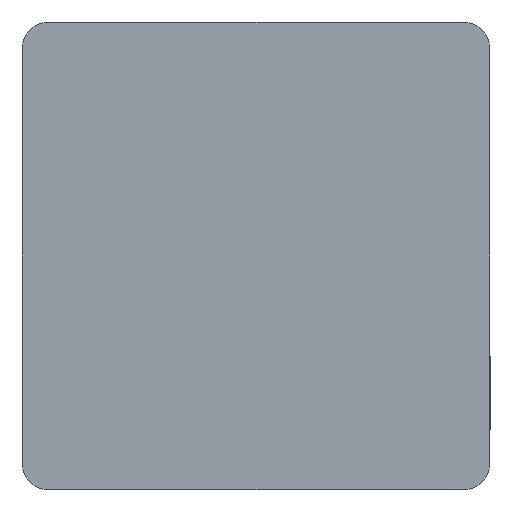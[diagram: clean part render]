
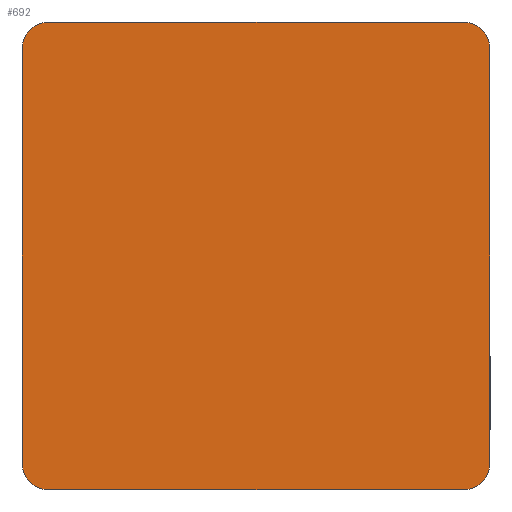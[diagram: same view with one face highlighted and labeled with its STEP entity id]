
A CAD part, front view. The second image highlights one B-rep face of the part: STEP entity #692.
In plain terms, the highlighted planar face has unit normal (0, -1, 0).
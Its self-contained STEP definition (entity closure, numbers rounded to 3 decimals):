
#37=PLANE('',#754);
#69=FACE_OUTER_BOUND('',#104,.T.);
#104=EDGE_LOOP('',(#588,#589,#590,#591,#592,#593,#594,#595));
#180=LINE('',#1122,#263);
#184=LINE('',#1128,#267);
#185=LINE('',#1132,#268);
#186=LINE('',#1136,#269);
#263=VECTOR('',#915,10.);
#267=VECTOR('',#921,10.);
#268=VECTOR('',#924,10.);
#269=VECTOR('',#927,10.);
#290=CIRCLE('',#752,4.);
#291=CIRCLE('',#755,4.);
#292=CIRCLE('',#756,4.);
#293=CIRCLE('',#757,4.);
#352=VERTEX_POINT('',#1115);
#353=VERTEX_POINT('',#1117);
#354=VERTEX_POINT('',#1121);
#355=VERTEX_POINT('',#1127);
#356=VERTEX_POINT('',#1129);
#357=VERTEX_POINT('',#1131);
#358=VERTEX_POINT('',#1133);
#359=VERTEX_POINT('',#1135);
#439=EDGE_CURVE('',#352,#353,#290,.T.);
#441=EDGE_CURVE('',#354,#353,#180,.T.);
#445=EDGE_CURVE('',#352,#355,#184,.T.);
#446=EDGE_CURVE('',#356,#355,#291,.T.);
#447=EDGE_CURVE('',#356,#357,#185,.T.);
#448=EDGE_CURVE('',#358,#357,#292,.T.);
#449=EDGE_CURVE('',#358,#359,#186,.T.);
#450=EDGE_CURVE('',#354,#359,#293,.T.);
#588=ORIENTED_EDGE('',*,*,#439,.F.);
#589=ORIENTED_EDGE('',*,*,#445,.T.);
#590=ORIENTED_EDGE('',*,*,#446,.F.);
#591=ORIENTED_EDGE('',*,*,#447,.T.);
#592=ORIENTED_EDGE('',*,*,#448,.F.);
#593=ORIENTED_EDGE('',*,*,#449,.T.);
#594=ORIENTED_EDGE('',*,*,#450,.F.);
#595=ORIENTED_EDGE('',*,*,#441,.T.);
#692=ADVANCED_FACE('',(#69),#37,.F.);
#752=AXIS2_PLACEMENT_3D('',#1118,#910,#911);
#754=AXIS2_PLACEMENT_3D('',#1126,#919,#920);
#755=AXIS2_PLACEMENT_3D('',#1130,#922,#923);
#756=AXIS2_PLACEMENT_3D('',#1134,#925,#926);
#757=AXIS2_PLACEMENT_3D('',#1137,#928,#929);
#910=DIRECTION('center_axis',(0.,1.,0.));
#911=DIRECTION('ref_axis',(0.707,0.,0.707));
#915=DIRECTION('',(0.,0.,1.));
#919=DIRECTION('center_axis',(0.,1.,0.));
#920=DIRECTION('ref_axis',(1.,0.,0.));
#921=DIRECTION('',(-1.,0.,0.));
#922=DIRECTION('center_axis',(0.,1.,0.));
#923=DIRECTION('ref_axis',(-0.707,0.,0.707));
#924=DIRECTION('',(0.,0.,-1.));
#925=DIRECTION('center_axis',(0.,1.,0.));
#926=DIRECTION('ref_axis',(-0.707,0.,-0.707));
#927=DIRECTION('',(1.,0.,0.));
#928=DIRECTION('center_axis',(0.,1.,0.));
#929=DIRECTION('ref_axis',(0.707,0.,-0.707));
#1115=CARTESIAN_POINT('',(66.,0.,70.));
#1117=CARTESIAN_POINT('',(70.,0.,66.));
#1118=CARTESIAN_POINT('Origin',(66.,0.,66.));
#1121=CARTESIAN_POINT('',(70.,0.,4.));
#1122=CARTESIAN_POINT('',(70.,0.,0.));
#1126=CARTESIAN_POINT('Origin',(35.,0.,35.));
#1127=CARTESIAN_POINT('',(4.,0.,70.));
#1128=CARTESIAN_POINT('',(70.,0.,70.));
#1129=CARTESIAN_POINT('',(0.,0.,66.));
#1130=CARTESIAN_POINT('Origin',(4.,0.,66.));
#1131=CARTESIAN_POINT('',(0.,0.,4.));
#1132=CARTESIAN_POINT('',(0.,0.,70.));
#1133=CARTESIAN_POINT('',(4.,0.,0.));
#1134=CARTESIAN_POINT('Origin',(4.,0.,4.));
#1135=CARTESIAN_POINT('',(66.,0.,0.));
#1136=CARTESIAN_POINT('',(0.,0.,0.));
#1137=CARTESIAN_POINT('Origin',(66.,0.,4.));
